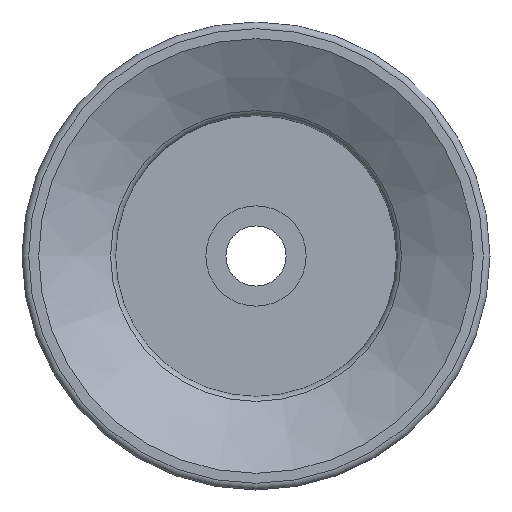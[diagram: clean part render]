
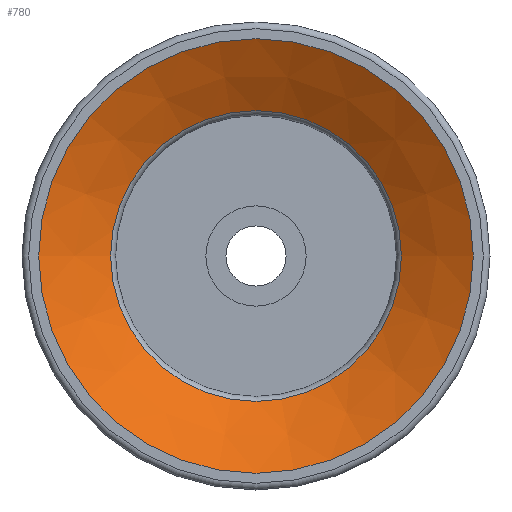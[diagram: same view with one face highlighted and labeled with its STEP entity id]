
A CAD part, front view. The second image highlights one B-rep face of the part: STEP entity #780.
In plain terms, the highlighted conical face has half-angle 59.624 degrees and reference radius 4.348 mm.
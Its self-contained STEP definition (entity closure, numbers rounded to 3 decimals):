
#69=CONICAL_SURFACE('',#918,4.348,1.041);
#135=FACE_OUTER_BOUND('',#193,.T.);
#193=EDGE_LOOP('',(#577,#578,#579,#580));
#256=LINE('',#1349,#279);
#279=VECTOR('',#1081,4.348);
#313=CIRCLE('',#917,4.348);
#314=CIRCLE('',#919,6.5);
#373=VERTEX_POINT('',#1344);
#374=VERTEX_POINT('',#1348);
#447=EDGE_CURVE('',#373,#373,#313,.T.);
#448=EDGE_CURVE('',#373,#374,#256,.T.);
#449=EDGE_CURVE('',#374,#374,#314,.T.);
#577=ORIENTED_EDGE('',*,*,#447,.F.);
#578=ORIENTED_EDGE('',*,*,#448,.T.);
#579=ORIENTED_EDGE('',*,*,#449,.T.);
#580=ORIENTED_EDGE('',*,*,#448,.F.);
#780=ADVANCED_FACE('',(#135),#69,.F.);
#917=AXIS2_PLACEMENT_3D('',#1346,#1077,#1078);
#918=AXIS2_PLACEMENT_3D('',#1347,#1079,#1080);
#919=AXIS2_PLACEMENT_3D('',#1350,#1082,#1083);
#1077=DIRECTION('center_axis',(0.,-1.,0.));
#1078=DIRECTION('ref_axis',(1.,0.,0.));
#1079=DIRECTION('center_axis',(0.,-1.,0.));
#1080=DIRECTION('ref_axis',(1.,0.,0.));
#1081=DIRECTION('',(-0.863,-0.506,0.));
#1082=DIRECTION('center_axis',(0.,-1.,0.));
#1083=DIRECTION('ref_axis',(1.,0.,0.));
#1344=CARTESIAN_POINT('',(-4.348,1.261,0.));
#1346=CARTESIAN_POINT('Origin',(0.,1.261,0.));
#1347=CARTESIAN_POINT('Origin',(0.,1.261,0.));
#1348=CARTESIAN_POINT('',(-6.5,0.,0.));
#1349=CARTESIAN_POINT('',(-4.348,1.261,0.));
#1350=CARTESIAN_POINT('Origin',(0.,0.,
0.));
